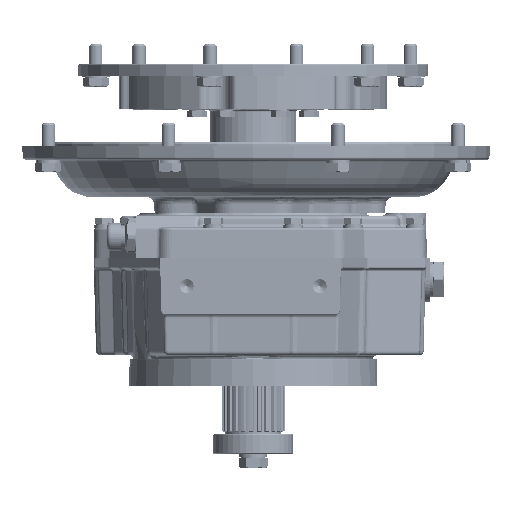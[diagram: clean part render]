
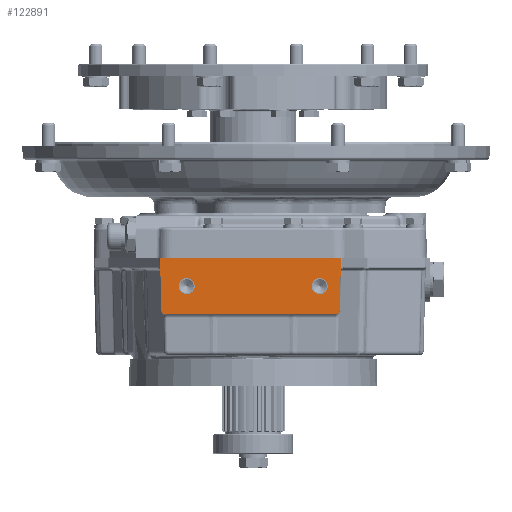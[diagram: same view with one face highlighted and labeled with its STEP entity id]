
A CAD part, left-side view. The second image highlights one B-rep face of the part: STEP entity #122891.
In plain terms, the highlighted planar face has unit normal (-1, 0, 0).
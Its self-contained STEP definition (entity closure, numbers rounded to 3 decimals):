
#3332 = CARTESIAN_POINT ( 'NONE',  ( -225., 50., -27. ) ) ;
#3569 = CARTESIAN_POINT ( 'NONE',  ( -225., 50., -15. ) ) ;
#3572 = DIRECTION ( 'NONE',  ( 0., 0., 1. ) ) ;
#3573 = DIRECTION ( 'NONE',  ( -1., 0., 0. ) ) ;
#3574 = CARTESIAN_POINT ( 'NONE',  ( -225., 50., -21. ) ) ;
#3577 = AXIS2_PLACEMENT_3D ( 'NONE', #3574, #3573, #3572 ) ;
#3578 = CIRCLE ( 'NONE', #3577, 6. ) ;
#4106 = CARTESIAN_POINT ( 'NONE',  ( -225., -50., -15. ) ) ;
#4586 = DIRECTION ( 'NONE',  ( 0., 0., 1. ) ) ;
#4590 = DIRECTION ( 'NONE',  ( -1., 0., 0. ) ) ;
#4592 = CARTESIAN_POINT ( 'NONE',  ( -225., -50., -21. ) ) ;
#4594 = AXIS2_PLACEMENT_3D ( 'NONE', #4592, #4590, #4586 ) ;
#4599 = CIRCLE ( 'NONE', #4594, 6. ) ;
#4617 = CARTESIAN_POINT ( 'NONE',  ( -225., -50., -27. ) ) ;
#20828 = CARTESIAN_POINT ( 'NONE',  ( -225., 70., 0. ) ) ;
#21622 = CARTESIAN_POINT ( 'NONE',  ( -225., -66., 0. ) ) ;
#21626 = DIRECTION ( 'NONE',  ( 0., 1., 0. ) ) ;
#21628 = VECTOR ( 'NONE', #21626, 1000. ) ;
#21632 = CARTESIAN_POINT ( 'NONE',  ( -225., -66., 0. ) ) ;
#21635 = LINE ( 'NONE', #21632, #21628 ) ;
#79157 = CARTESIAN_POINT ( 'NONE',  ( -225., -64.977, -39.079 ) ) ;
#79376 = DIRECTION ( 'NONE',  ( 0., -0.026, -1. ) ) ;
#79378 = VECTOR ( 'NONE', #79376, 1000. ) ;
#79379 = CARTESIAN_POINT ( 'NONE',  ( -225., 70., 0. ) ) ;
#79381 = LINE ( 'NONE', #79379, #79378 ) ;
#79394 = CARTESIAN_POINT ( 'NONE',  ( -225., 68.977, -39.079 ) ) ;
#79519 = DIRECTION ( 'NONE',  ( 0., -0.026, 1. ) ) ;
#79523 = VECTOR ( 'NONE', #79519, 1000. ) ;
#79526 = CARTESIAN_POINT ( 'NONE',  ( -225., -66., 0. ) ) ;
#79529 = LINE ( 'NONE', #79526, #79523 ) ;
#80000 = CARTESIAN_POINT ( 'NONE',  ( -225., -61.978, -42. ) ) ;
#80528 = DIRECTION ( 'NONE',  ( 0., 0., -1. ) ) ;
#80531 = DIRECTION ( 'NONE',  ( -1., 0., 0. ) ) ;
#80534 = CARTESIAN_POINT ( 'NONE',  ( -225., -61.978, -39. ) ) ;
#80536 = AXIS2_PLACEMENT_3D ( 'NONE', #80534, #80531, #80528 ) ;
#80537 = CIRCLE ( 'NONE', #80536, 3. ) ;
#80766 = FACE_OUTER_BOUND ( 'NONE', #123003, .T. ) ;
#80769 = FACE_BOUND ( 'NONE', #123157, .T. ) ;
#80771 = FACE_BOUND ( 'NONE', #122895, .T. ) ;
#80778 = DIRECTION ( 'NONE',  ( 0., 0., 1. ) ) ;
#80781 = DIRECTION ( 'NONE',  ( -1., 0., 0. ) ) ;
#80785 = CARTESIAN_POINT ( 'NONE',  ( -225., 65.978, -39. ) ) ;
#80786 = AXIS2_PLACEMENT_3D ( 'NONE', #80785, #80781, #80778 ) ;
#80788 = CIRCLE ( 'NONE', #80786, 3. ) ;
#80803 = CARTESIAN_POINT ( 'NONE',  ( -225., 65.978, -42. ) ) ;
#80944 = DIRECTION ( 'NONE',  ( 0., 0., 1. ) ) ;
#80946 = DIRECTION ( 'NONE',  ( 1., 0., 0. ) ) ;
#80950 = CARTESIAN_POINT ( 'NONE',  ( -225., 65.978, -39. ) ) ;
#80952 = AXIS2_PLACEMENT_3D ( 'NONE', #80950, #80946, #80944 ) ;
#80959 = PLANE ( 'NONE',  #80952 ) ;
#81612 = DIRECTION ( 'NONE',  ( 0., 0., 1. ) ) ;
#81615 = DIRECTION ( 'NONE',  ( -1., 0., 0. ) ) ;
#81618 = CARTESIAN_POINT ( 'NONE',  ( -225., -50., -21. ) ) ;
#81620 = AXIS2_PLACEMENT_3D ( 'NONE', #81618, #81615, #81612 ) ;
#81624 = CIRCLE ( 'NONE', #81620, 6. ) ;
#81737 = DIRECTION ( 'NONE',  ( 0., -1., 0. ) ) ;
#81741 = VECTOR ( 'NONE', #81737, 1000. ) ;
#81744 = CARTESIAN_POINT ( 'NONE',  ( -225., 65.978, -42. ) ) ;
#81747 = LINE ( 'NONE', #81744, #81741 ) ;
#82494 = DIRECTION ( 'NONE',  ( 0., 0., 1. ) ) ;
#82497 = DIRECTION ( 'NONE',  ( -1., 0., 0. ) ) ;
#82500 = CARTESIAN_POINT ( 'NONE',  ( -225., 50., -21. ) ) ;
#82501 = AXIS2_PLACEMENT_3D ( 'NONE', #82500, #82497, #82494 ) ;
#82502 = CIRCLE ( 'NONE', #82501, 6. ) ;
#112238 = VERTEX_POINT ( 'NONE', #3332 ) ;
#112242 = EDGE_CURVE ( 'NONE', #112238, #112244, #3578, .T. ) ;
#112244 = VERTEX_POINT ( 'NONE', #3569 ) ;
#112338 = VERTEX_POINT ( 'NONE', #4106 ) ;
#112415 = VERTEX_POINT ( 'NONE', #4617 ) ;
#112417 = EDGE_CURVE ( 'NONE', #112415, #112338, #4599, .T. ) ;
#114339 = VERTEX_POINT ( 'NONE', #20828 ) ;
#114475 = EDGE_CURVE ( 'NONE', #114477, #114339, #21635, .T. ) ;
#114477 = VERTEX_POINT ( 'NONE', #21622 ) ;
#122632 = VERTEX_POINT ( 'NONE', #79157 ) ;
#122685 = VERTEX_POINT ( 'NONE', #79394 ) ;
#122694 = EDGE_CURVE ( 'NONE', #114339, #122685, #79381, .T. ) ;
#122703 = EDGE_CURVE ( 'NONE', #122632, #114477, #79529, .T. ) ;
#122734 = VERTEX_POINT ( 'NONE', #80000 ) ;
#122856 = EDGE_CURVE ( 'NONE', #122734, #122632, #80537, .T. ) ;
#122884 = VERTEX_POINT ( 'NONE', #80803 ) ;
#122885 = EDGE_CURVE ( 'NONE', #122685, #122884, #80788, .T. ) ;
#122891 = ADVANCED_FACE ( 'NONE', ( #80771, #80769, #80766 ), #80959, .F. ) ;
#122895 = EDGE_LOOP ( 'NONE', ( #123143, #123153 ) ) ;
#122992 = EDGE_CURVE ( 'NONE', #112338, #112415, #81624, .T. ) ;
#123002 = ORIENTED_EDGE ( 'NONE', *, *, #112417, .F. ) ;
#123003 = EDGE_LOOP ( 'NONE', ( #123008, #123011, #123013, #123018, #123079, #123086 ) ) ;
#123008 = ORIENTED_EDGE ( 'NONE', *, *, #122885, .T. ) ;
#123011 = ORIENTED_EDGE ( 'NONE', *, *, #123020, .T. ) ;
#123013 = ORIENTED_EDGE ( 'NONE', *, *, #122856, .T. ) ;
#123018 = ORIENTED_EDGE ( 'NONE', *, *, #122703, .T. ) ;
#123020 = EDGE_CURVE ( 'NONE', #122884, #122734, #81747, .T. ) ;
#123079 = ORIENTED_EDGE ( 'NONE', *, *, #114475, .T. ) ;
#123086 = ORIENTED_EDGE ( 'NONE', *, *, #122694, .T. ) ;
#123143 = ORIENTED_EDGE ( 'NONE', *, *, #123146, .F. ) ;
#123146 = EDGE_CURVE ( 'NONE', #112244, #112238, #82502, .T. ) ;
#123153 = ORIENTED_EDGE ( 'NONE', *, *, #112242, .F. ) ;
#123157 = EDGE_LOOP ( 'NONE', ( #123164, #123002 ) ) ;
#123164 = ORIENTED_EDGE ( 'NONE', *, *, #122992, .F. ) ;
